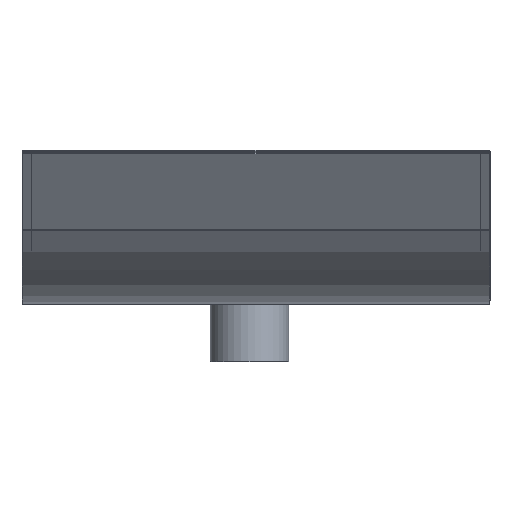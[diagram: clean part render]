
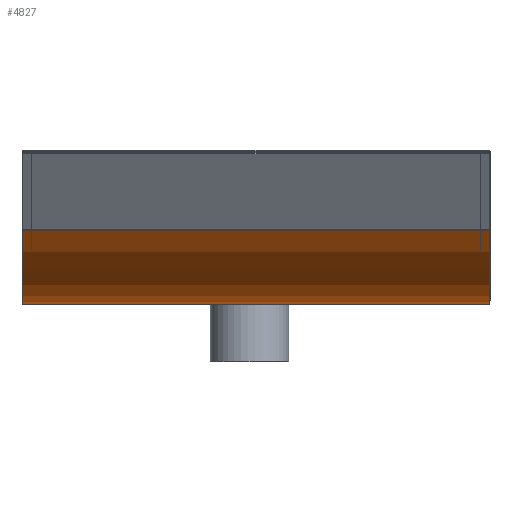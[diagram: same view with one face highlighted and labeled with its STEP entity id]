
A CAD part, front view. The second image highlights one B-rep face of the part: STEP entity #4827.
In plain terms, the highlighted cylindrical face has radius 93 mm (diameter 186 mm), a partial arc.
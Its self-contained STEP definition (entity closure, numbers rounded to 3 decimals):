
#318 = VECTOR ( 'NONE', #10599, 1000. ) ;
#424 = VERTEX_POINT ( 'NONE', #987 ) ;
#494 = EDGE_CURVE ( 'NONE', #9254, #9520, #2500, .T. ) ;
#752 = ORIENTED_EDGE ( 'NONE', *, *, #4522, .T. ) ;
#827 = LINE ( 'NONE', #6164, #318 ) ;
#962 = FACE_OUTER_BOUND ( 'NONE', #10920, .T. ) ;
#987 = CARTESIAN_POINT ( 'NONE',  ( 111.466, -281.15, 174.257 ) ) ;
#1068 = AXIS2_PLACEMENT_3D ( 'NONE', #14213, #7329, #2992 ) ;
#1239 = DIRECTION ( 'NONE',  ( -1., 0., 0. ) ) ;
#1662 = ORIENTED_EDGE ( 'NONE', *, *, #9540, .T. ) ;
#1977 = EDGE_CURVE ( 'NONE', #424, #3648, #827, .T. ) ;
#2500 = LINE ( 'NONE', #5697, #14008 ) ;
#2749 = ORIENTED_EDGE ( 'NONE', *, *, #1977, .T. ) ;
#2923 = CYLINDRICAL_SURFACE ( 'NONE', #1068, 93. ) ;
#2992 = DIRECTION ( 'NONE',  ( 0., 0., 1. ) ) ;
#3160 = DIRECTION ( 'NONE',  ( 1., 0., 0. ) ) ;
#3648 = VERTEX_POINT ( 'NONE', #7075 ) ;
#4057 = CIRCLE ( 'NONE', #5888, 93. ) ;
#4389 = DIRECTION ( 'NONE',  ( 0., 0., 1. ) ) ;
#4522 = EDGE_CURVE ( 'NONE', #3648, #9254, #4057, .T. ) ;
#4827 = ADVANCED_FACE ( 'NONE', ( #962 ), #2923, .T. ) ;
#5509 = CARTESIAN_POINT ( 'NONE',  ( 111.466, -204.968, 227.6 ) ) ;
#5697 = CARTESIAN_POINT ( 'NONE',  ( -500013.534, -204.968, 134.6 ) ) ;
#5888 = AXIS2_PLACEMENT_3D ( 'NONE', #8572, #3160, #4389 ) ;
#6161 = AXIS2_PLACEMENT_3D ( 'NONE', #5509, #1239, #6789 ) ;
#6164 = CARTESIAN_POINT ( 'NONE',  ( -500013.534, -281.15, 174.257 ) ) ;
#6445 = ORIENTED_EDGE ( 'NONE', *, *, #494, .T. ) ;
#6789 = DIRECTION ( 'NONE',  ( 0., 0., 1. ) ) ;
#7075 = CARTESIAN_POINT ( 'NONE',  ( -138.534, -281.15, 174.257 ) ) ;
#7329 = DIRECTION ( 'NONE',  ( 1., 0., 0. ) ) ;
#7739 = CARTESIAN_POINT ( 'NONE',  ( 111.466, -204.968, 134.6 ) ) ;
#8572 = CARTESIAN_POINT ( 'NONE',  ( -138.534, -204.968, 227.6 ) ) ;
#9121 = CARTESIAN_POINT ( 'NONE',  ( -138.534, -204.968, 134.6 ) ) ;
#9254 = VERTEX_POINT ( 'NONE', #9121 ) ;
#9520 = VERTEX_POINT ( 'NONE', #7739 ) ;
#9540 = EDGE_CURVE ( 'NONE', #9520, #424, #12425, .T. ) ;
#10599 = DIRECTION ( 'NONE',  ( -1., 0., 0. ) ) ;
#10920 = EDGE_LOOP ( 'NONE', ( #6445, #1662, #2749, #752 ) ) ;
#12425 = CIRCLE ( 'NONE', #6161, 93. ) ;
#13583 = DIRECTION ( 'NONE',  ( 1., 0., 0. ) ) ;
#14008 = VECTOR ( 'NONE', #13583, 1000. ) ;
#14213 = CARTESIAN_POINT ( 'NONE',  ( -500013.534, -204.968, 227.6 ) ) ;
